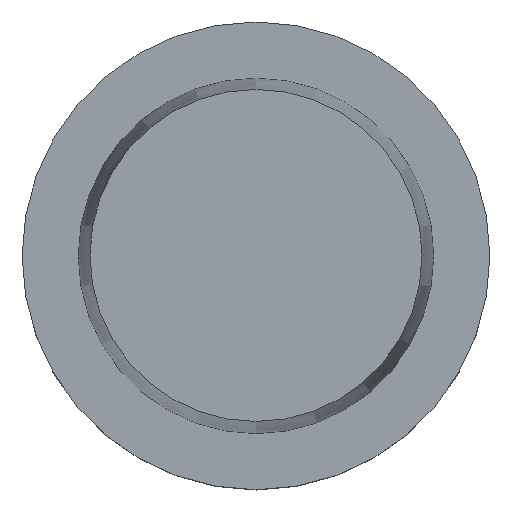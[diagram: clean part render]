
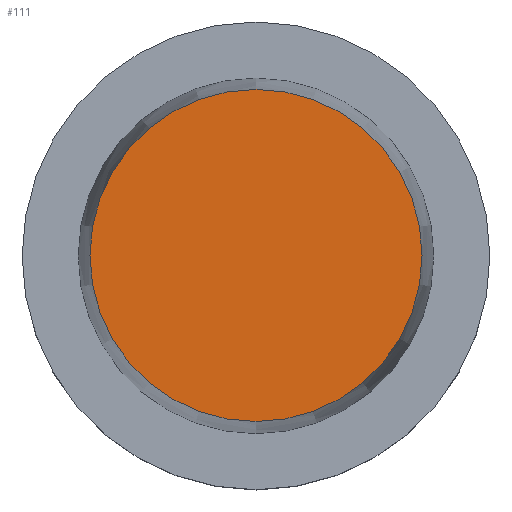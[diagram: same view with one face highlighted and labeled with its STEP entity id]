
A CAD part, top view. The second image highlights one B-rep face of the part: STEP entity #111.
In plain terms, the highlighted planar face has unit normal (0, 0, 1).
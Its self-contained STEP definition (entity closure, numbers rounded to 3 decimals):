
#111=ADVANCED_FACE('Unnamed[1]',(#265),#266,.T.);
#147=EDGE_CURVE('Unnamed[1]',#323,#323,#324,.T.);
#265=FACE_OUTER_BOUND('',#468,.T.);
#266=PLANE('',#469);
#323=VERTEX_POINT('',#540);
#324=CIRCLE('',#541,35.5);
#468=EDGE_LOOP('',(#687));
#469=AXIS2_PLACEMENT_3D('',#688,#689,#690);
#540=CARTESIAN_POINT('',(0.,35.5,50.0));
#541=AXIS2_PLACEMENT_3D('',#754,#755,#756);
#687=ORIENTED_EDGE('',*,*,#147,.F.);
#688=CARTESIAN_POINT('',(0.,17.75,50.0));
#689=DIRECTION('',(0.,0.,1.0));
#690=DIRECTION('',(0.,-1.0,0.));
#754=CARTESIAN_POINT('',(0.,0.,50.0));
#755=DIRECTION('',(0.,0.,-1.0));
#756=DIRECTION('',(0.,1.0,0.));
